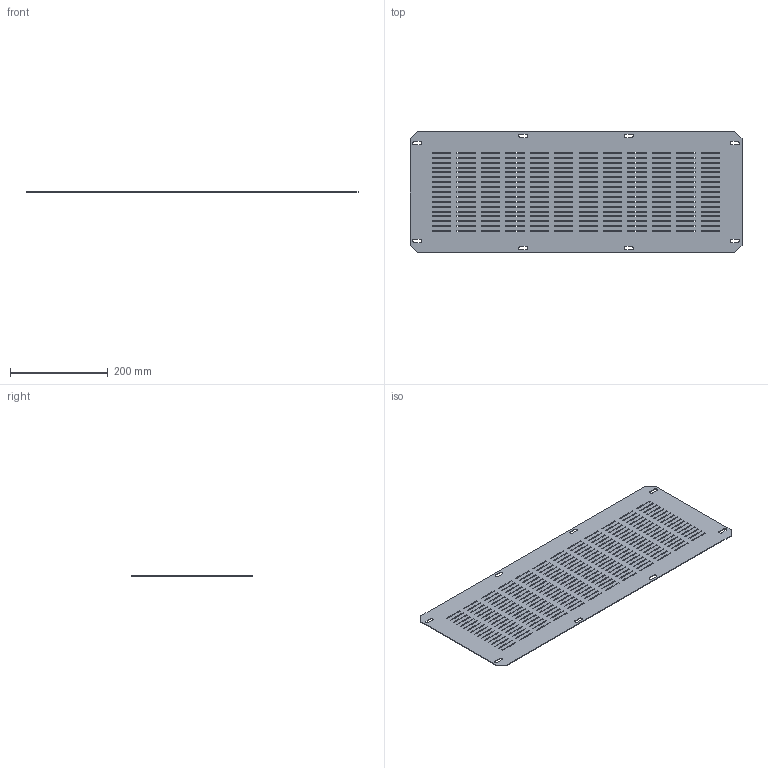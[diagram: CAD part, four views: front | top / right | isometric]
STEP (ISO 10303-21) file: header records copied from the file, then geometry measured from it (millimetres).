
FILE_DESCRIPTION (( 'STEP AP214' ), '1' );
FILE_NAME ('FO-00-FBV-040-080 FORMAT Ôëàíåö îñíîâàíèÿ âåíòèëèðóåìûé â øêàô 400õ800 IEK.STEP', '2024-06-24T11:55:12', ( '' ), ( '' ), 'SwSTEP 2.0', 'SolidWorks 2022', '' );
FILE_SCHEMA (( 'AUTOMOTIVE_DESIGN' ));
Length unit declared in the file: millimetre
Products named in the file (1): FO-00-FBV-040-080 FORMAT Фланец основания вентилируемый в шкаф 400х800 IEK
Bounding box: 680 x 248 x 1.5 mm (x, y, z)
Volume: 227865.2 mm3; surface area: 331277.4 mm2
Topology: 1 solids, 1 shells, 866 faces, 2592 edges, 1728 vertices
Faces by surface type: plane 842, cylinder 24
Entity records: 29466 total; most frequent: CARTESIAN_POINT 5187, ORIENTED_EDGE 5184, DIRECTION 4374, EDGE_CURVE 2592, VECTOR 2544, LINE 2544, VERTEX_POINT 1728, EDGE_LOOP 1290
